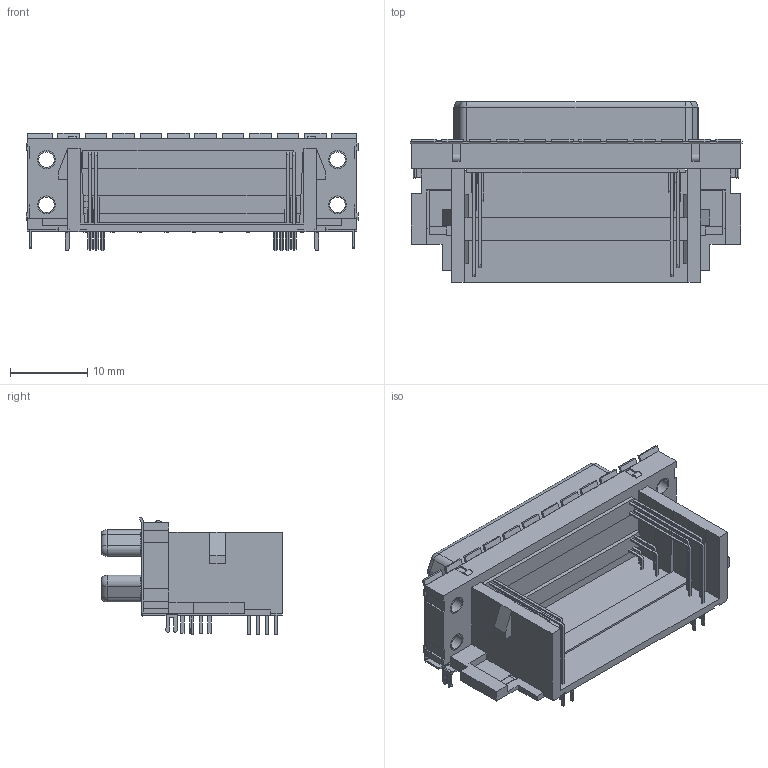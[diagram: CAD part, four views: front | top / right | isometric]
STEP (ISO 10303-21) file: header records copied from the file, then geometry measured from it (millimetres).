
FILE_DESCRIPTION((''),'2;1');
FILE_NAME('MOLEX_74337-0015.stp','2014-04-30T12:45:45',(''),(''),'Mechanical Desktop 2011','Mechanical Desktop 2011',', , ');
FILE_SCHEMA(('AUTOMOTIVE_DESIGN { 1 2 10303 214 1 1 1 1 }'));
Length unit declared in the file: millimetre
Products named in the file (1): Product
Bounding box: 43 x 23.39 x 15.25 mm (x, y, z)
Volume: 3476.3 mm3; surface area: 8461 mm2
Topology: 106 solids, 106 shells, 1237 faces, 3029 edges, 2000 vertices
Faces by surface type: plane 850, cylinder 230, bspline 145, sphere 12
Entity records: 36059 total; most frequent: CARTESIAN_POINT 6702, ORIENTED_EDGE 6058, DIRECTION 5693, EDGE_CURVE 3029, VECTOR 2551, LINE 2551, VERTEX_POINT 2000, AXIS2_PLACEMENT_3D 1571
